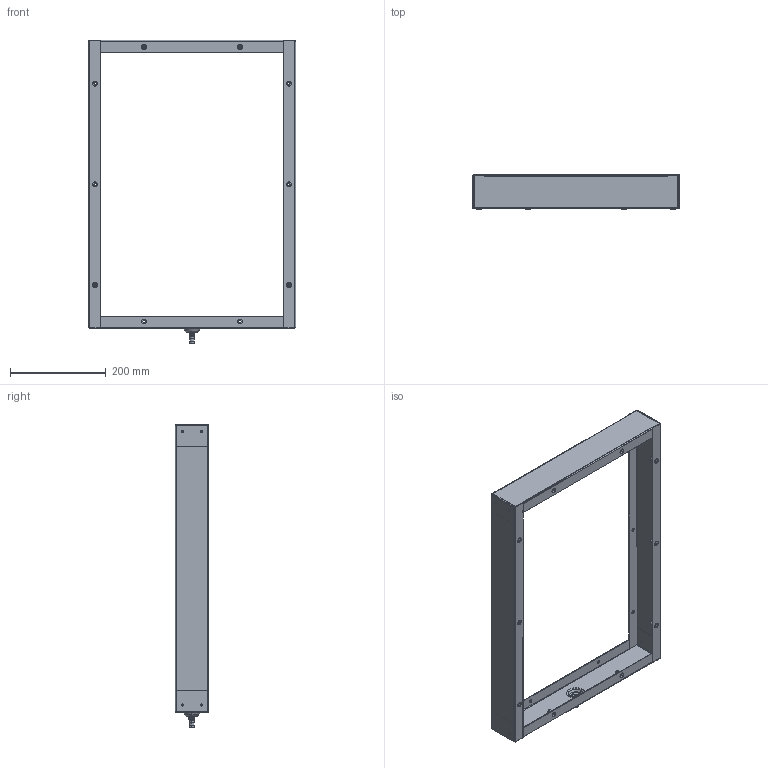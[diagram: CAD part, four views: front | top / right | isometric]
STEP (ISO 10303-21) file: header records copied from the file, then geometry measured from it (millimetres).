
FILE_DESCRIPTION((''),'2;1');
FILE_NAME('TG6405305-COMPLETE_ASM_ASM','2020-01-07T09:36:02',('danielc'),(''),'CREO PARAMETRIC BY PTC INC, 2019080','CREO PARAMETRIC BY PTC INC, 2019080','');
FILE_SCHEMA(('CONFIG_CONTROL_DESIGN'));
Length unit declared in the file: millimetre
Products named in the file (8): TG6505-DUCT-EDGES_1_1_1; TG6505-DUCT-EDGES2_1_1_1; TG6505-DUCT-EDGES3_1_1_1; POPNUT_M6_HEX_OPEN_A2_1_1_1; TG6505-DUCT_ASM_1_ASM_1_ASM_1_ASM; WATERTRAY_DRAIN_FITTING_1_1_1; TG6505-COMPLETE_ASM_1_ASM_1_ASM_ASM; TG6405305-COMPLETE_ASM_ASM
Assembly tree (17 placements, depth 4):
  TG6405305-COMPLETE_ASM_ASM
    TG6505-COMPLETE_ASM_1_ASM_1_ASM_ASM
      TG6505-DUCT_ASM_1_ASM_1_ASM_1_ASM
        TG6505-DUCT-EDGES_1_1_1  x2
        TG6505-DUCT-EDGES2_1_1_1
        TG6505-DUCT-EDGES3_1_1_1
        POPNUT_M6_HEX_OPEN_A2_1_1_1  x10
      WATERTRAY_DRAIN_FITTING_1_1_1
Bounding box: 432 x 70.6 x 632 mm (x, y, z)
Volume: 371030.1 mm3; surface area: 507228.4 mm2
Topology: 15 solids, 26 shells, 902 faces, 2230 edges, 1391 vertices
Faces by surface type: plane 537, cylinder 192, torus 72, cone 58, bspline 42, extrusion 1
Entity records: 16843 total; most frequent: CARTESIAN_POINT 6456, DIRECTION 2199, ORIENTED_EDGE 2096, EDGE_CURVE 1050, AXIS2_PLACEMENT_3D 832, VERTEX_POINT 673, VECTOR 535, LINE 534
